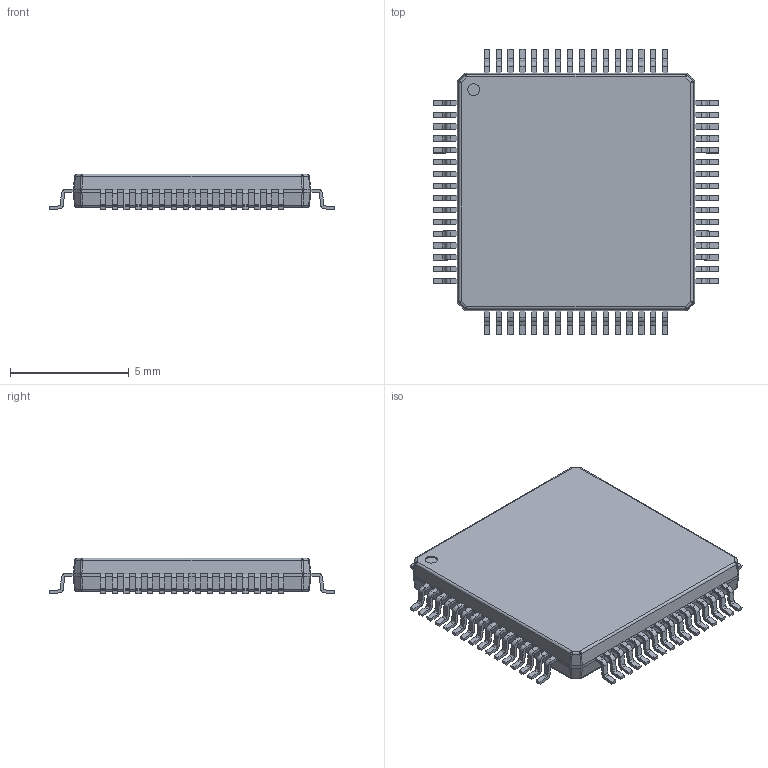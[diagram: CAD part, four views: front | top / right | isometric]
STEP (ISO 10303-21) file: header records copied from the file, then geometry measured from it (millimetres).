
FILE_DESCRIPTION (( 'STEP AP214' ), '1' );
FILE_NAME ('K1986VE92QI.STEP', '2022-01-31T11:13:45', ( '' ), ( '' ), 'SwSTEP 2.0', 'SolidWorks 2019', '' );
FILE_SCHEMA (( 'AUTOMOTIVE_DESIGN' ));
Length unit declared in the file: millimetre
Products named in the file (1): K1986VE92QI
Bounding box: 12.02 x 12.02 x 1.5 mm (x, y, z)
Volume: 140.5 mm3; surface area: 319 mm2
Topology: 65 solids, 65 shells, 1013 faces, 2526 edges, 1644 vertices
Faces by surface type: plane 667, cylinder 314, sphere 32
Entity records: 30624 total; most frequent: CARTESIAN_POINT 5286, DIRECTION 5142, ORIENTED_EDGE 5052, EDGE_CURVE 2526, VECTOR 1906, LINE 1906, VERTEX_POINT 1644, AXIS2_PLACEMENT_3D 1618
